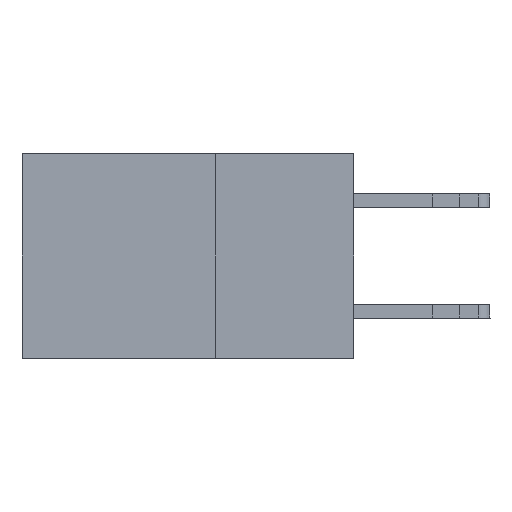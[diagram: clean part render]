
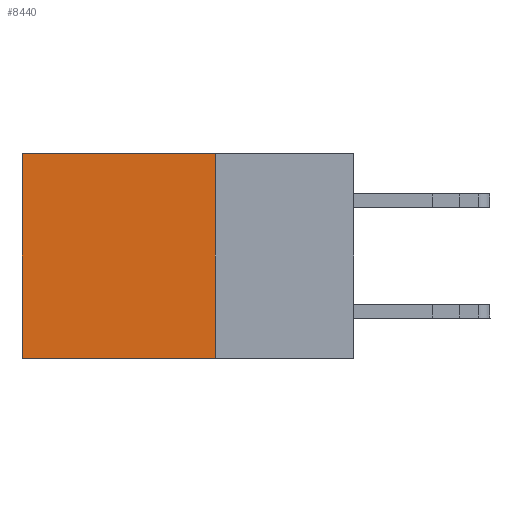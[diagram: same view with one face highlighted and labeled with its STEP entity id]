
A CAD part, left-side view. The second image highlights one B-rep face of the part: STEP entity #8440.
In plain terms, the highlighted planar face has unit normal (-1, 0, 0).
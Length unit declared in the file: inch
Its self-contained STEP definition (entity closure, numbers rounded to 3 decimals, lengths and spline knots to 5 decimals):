
#263 = DIRECTION ( 'NONE',  ( 0., 0., -1. ) ) ;
#2891 = EDGE_CURVE ( 'NONE', #18354, #19874, #12502, .T. ) ;
#4326 = CARTESIAN_POINT ( 'NONE',  ( 0.2875, 0.25, -0.37 ) ) ;
#4485 = CARTESIAN_POINT ( 'NONE',  ( 0.2875, 0.25, 0. ) ) ;
#5032 = VECTOR ( 'NONE', #5296, 39.37008 ) ;
#5296 = DIRECTION ( 'NONE',  ( 0., 0., -1. ) ) ;
#8295 = LINE ( 'NONE', #10335, #10874 ) ;
#8440 = ADVANCED_FACE ( 'NONE', ( #23634 ), #19431, .F. ) ;
#10335 = CARTESIAN_POINT ( 'NONE',  ( 0.2875, 0.6, 0. ) ) ;
#10772 = CARTESIAN_POINT ( 'NONE',  ( 0.2875, 0.25, 0. ) ) ;
#10874 = VECTOR ( 'NONE', #263, 39.37008 ) ;
#11272 = DIRECTION ( 'NONE',  ( 0., 0., -1. ) ) ;
#11562 = LINE ( 'NONE', #23904, #5032 ) ;
#11921 = AXIS2_PLACEMENT_3D ( 'NONE', #25669, #19829, #11272 ) ;
#12502 = LINE ( 'NONE', #4326, #17373 ) ;
#12662 = DIRECTION ( 'NONE',  ( 0., 1., 0. ) ) ;
#12837 = CARTESIAN_POINT ( 'NONE',  ( 0.2875, 0.6, 0. ) ) ;
#14256 = EDGE_CURVE ( 'NONE', #17836, #18354, #11562, .T. ) ;
#15033 = VECTOR ( 'NONE', #12662, 39.37008 ) ;
#15472 = CARTESIAN_POINT ( 'NONE',  ( 0.2875, 0.25, -0.37 ) ) ;
#16181 = ORIENTED_EDGE ( 'NONE', *, *, #26417, .T. ) ;
#16449 = ORIENTED_EDGE ( 'NONE', *, *, #2891, .F. ) ;
#16727 = VERTEX_POINT ( 'NONE', #12837 ) ;
#17373 = VECTOR ( 'NONE', #18479, 39.37008 ) ;
#17836 = VERTEX_POINT ( 'NONE', #10772 ) ;
#18194 = EDGE_CURVE ( 'NONE', #16727, #19874, #8295, .T. ) ;
#18354 = VERTEX_POINT ( 'NONE', #15472 ) ;
#18479 = DIRECTION ( 'NONE',  ( 0., 1., 0. ) ) ;
#19046 = LINE ( 'NONE', #4485, #15033 ) ;
#19431 = PLANE ( 'NONE',  #11921 ) ;
#19829 = DIRECTION ( 'NONE',  ( 1., 0., 0. ) ) ;
#19874 = VERTEX_POINT ( 'NONE', #22100 ) ;
#22100 = CARTESIAN_POINT ( 'NONE',  ( 0.2875, 0.6, -0.37 ) ) ;
#23554 = EDGE_LOOP ( 'NONE', ( #25059, #16449, #25934, #16181 ) ) ;
#23634 = FACE_OUTER_BOUND ( 'NONE', #23554, .T. ) ;
#23904 = CARTESIAN_POINT ( 'NONE',  ( 0.2875, 0.25, 0. ) ) ;
#25059 = ORIENTED_EDGE ( 'NONE', *, *, #18194, .T. ) ;
#25669 = CARTESIAN_POINT ( 'NONE',  ( 0.2875, 0.25, 0. ) ) ;
#25934 = ORIENTED_EDGE ( 'NONE', *, *, #14256, .F. ) ;
#26417 = EDGE_CURVE ( 'NONE', #17836, #16727, #19046, .T. ) ;
